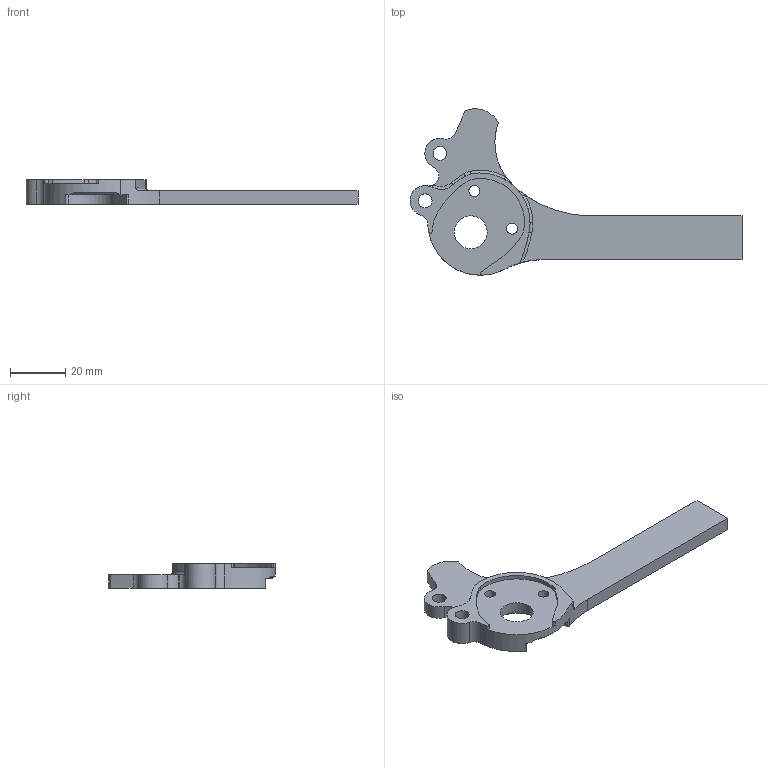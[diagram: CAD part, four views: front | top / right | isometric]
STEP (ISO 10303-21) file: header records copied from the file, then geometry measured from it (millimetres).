
FILE_DESCRIPTION (( 'STEP AP214' ), '1' );
FILE_NAME ('DR2088R_REV3.STEP', '2025-08-19T16:41:19', ( '' ), ( '' ), 'SwSTEP 2.0', 'SolidWorks 2023', '' );
FILE_SCHEMA (( 'AUTOMOTIVE_DESIGN' ));
Length unit declared in the file: millimetre
Products named in the file (1): DR2088R_REV3
Bounding box: 120.53 x 60.38 x 9 mm (x, y, z)
Volume: 15553.9 mm3; surface area: 8426.7 mm2
Topology: 1 solids, 1 shells, 72 faces, 198 edges, 126 vertices
Faces by surface type: cylinder 42, plane 12, torus 9, cone 7, bspline 2
Entity records: 2456 total; most frequent: CARTESIAN_POINT 505, DIRECTION 449, ORIENTED_EDGE 392, EDGE_CURVE 196, AXIS2_PLACEMENT_3D 190, VERTEX_POINT 126, CIRCLE 119, EDGE_LOOP 82
